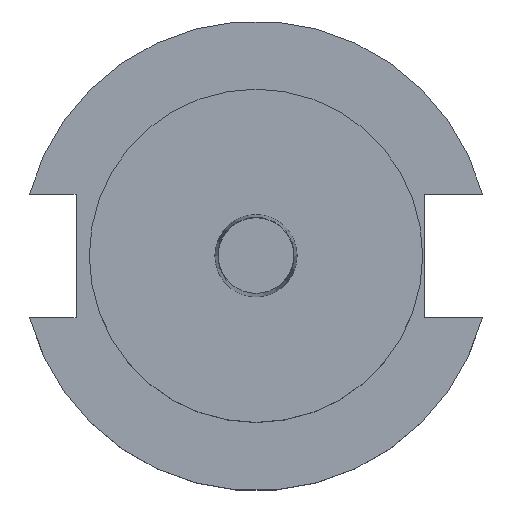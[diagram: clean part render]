
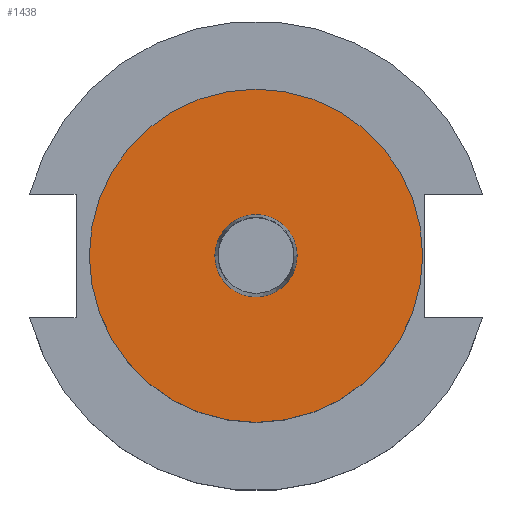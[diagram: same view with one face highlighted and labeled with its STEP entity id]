
A CAD part, top view. The second image highlights one B-rep face of the part: STEP entity #1438.
In plain terms, the highlighted planar face has unit normal (0, 0, 1).
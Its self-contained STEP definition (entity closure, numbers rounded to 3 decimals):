
#4 = CARTESIAN_POINT ( 'NONE',  ( 0., 0., 35.878 ) ) ;
#11 = ORIENTED_EDGE ( 'NONE', *, *, #338, .F. ) ;
#57 = ORIENTED_EDGE ( 'NONE', *, *, #104, .T. ) ;
#104 = EDGE_CURVE ( 'NONE', #386, #210, #930, .T. ) ;
#162 = DIRECTION ( 'NONE',  ( 0., 0., 1. ) ) ;
#210 = VERTEX_POINT ( 'NONE', #1305 ) ;
#217 = EDGE_CURVE ( 'NONE', #210, #386, #847, .T. ) ;
#338 = EDGE_CURVE ( 'NONE', #1293, #354, #1359, .T. ) ;
#354 = VERTEX_POINT ( 'NONE', #505 ) ;
#386 = VERTEX_POINT ( 'NONE', #1126 ) ;
#481 = CARTESIAN_POINT ( 'NONE',  ( 0., 0., 35.878 ) ) ;
#492 = PLANE ( 'NONE',  #856 ) ;
#504 = EDGE_LOOP ( 'NONE', ( #11, #1568 ) ) ;
#505 = CARTESIAN_POINT ( 'NONE',  ( -8.15, 0., 35.878 ) ) ;
#618 = DIRECTION ( 'NONE',  ( 1., 0., 0. ) ) ;
#628 = DIRECTION ( 'NONE',  ( 1., 0., 0. ) ) ;
#697 = AXIS2_PLACEMENT_3D ( 'NONE', #481, #1333, #618 ) ;
#847 = CIRCLE ( 'NONE', #1063, 34.925 ) ;
#856 = AXIS2_PLACEMENT_3D ( 'NONE', #864, #1485, #982 ) ;
#864 = CARTESIAN_POINT ( 'NONE',  ( 0., 34.925, 35.878 ) ) ;
#910 = EDGE_LOOP ( 'NONE', ( #1541, #57 ) ) ;
#927 = DIRECTION ( 'NONE',  ( 1., 0., 0. ) ) ;
#928 = CARTESIAN_POINT ( 'NONE',  ( 0., 0., 35.878 ) ) ;
#930 = CIRCLE ( 'NONE', #1386, 34.925 ) ;
#959 = CARTESIAN_POINT ( 'NONE',  ( 8.15, 0., 35.878 ) ) ;
#978 = EDGE_CURVE ( 'NONE', #354, #1293, #1468, .T. ) ;
#982 = DIRECTION ( 'NONE',  ( 1., 0., 0. ) ) ;
#1034 = FACE_BOUND ( 'NONE', #504, .T. ) ;
#1063 = AXIS2_PLACEMENT_3D ( 'NONE', #4, #1099, #628 ) ;
#1099 = DIRECTION ( 'NONE',  ( 0., 0., 1. ) ) ;
#1126 = CARTESIAN_POINT ( 'NONE',  ( -34.925, 0., 35.878 ) ) ;
#1251 = AXIS2_PLACEMENT_3D ( 'NONE', #1408, #1278, #927 ) ;
#1278 = DIRECTION ( 'NONE',  ( 0., 0., 1. ) ) ;
#1293 = VERTEX_POINT ( 'NONE', #959 ) ;
#1294 = DIRECTION ( 'NONE',  ( 1., 0., 0. ) ) ;
#1305 = CARTESIAN_POINT ( 'NONE',  ( 34.925, 0., 35.878 ) ) ;
#1333 = DIRECTION ( 'NONE',  ( 0., 0., 1. ) ) ;
#1359 = CIRCLE ( 'NONE', #697, 8.15 ) ;
#1386 = AXIS2_PLACEMENT_3D ( 'NONE', #928, #162, #1294 ) ;
#1408 = CARTESIAN_POINT ( 'NONE',  ( 0., 0., 35.878 ) ) ;
#1438 = ADVANCED_FACE ( 'NONE', ( #1559, #1034 ), #492, .T. ) ;
#1468 = CIRCLE ( 'NONE', #1251, 8.15 ) ;
#1485 = DIRECTION ( 'NONE',  ( 0., 0., 1. ) ) ;
#1541 = ORIENTED_EDGE ( 'NONE', *, *, #217, .T. ) ;
#1559 = FACE_OUTER_BOUND ( 'NONE', #910, .T. ) ;
#1568 = ORIENTED_EDGE ( 'NONE', *, *, #978, .F. ) ;
